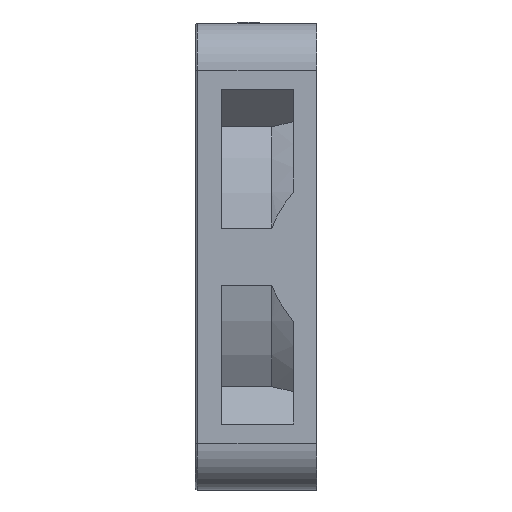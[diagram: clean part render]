
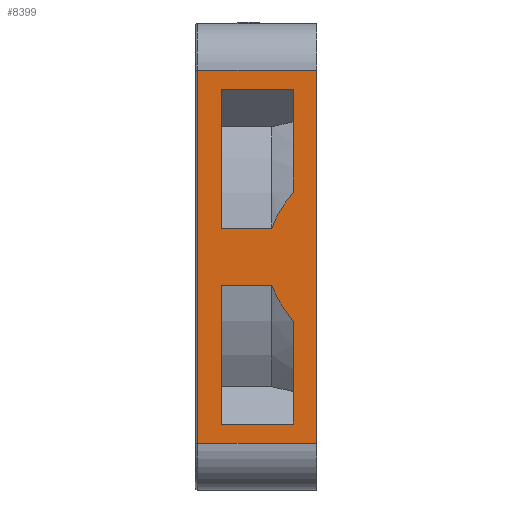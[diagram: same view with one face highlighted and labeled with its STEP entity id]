
A CAD part, left-side view. The second image highlights one B-rep face of the part: STEP entity #8399.
In plain terms, the highlighted planar face has unit normal (-1, 0, 0).
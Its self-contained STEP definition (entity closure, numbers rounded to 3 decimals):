
#466=DIRECTION('',(0.,0.,1.));
#467=VECTOR('',#466,32.);
#468=CARTESIAN_POINT('',(-20.,0.,-16.));
#469=LINE('',#468,#467);
#2278=DIRECTION('',(0.,1.,0.));
#2279=VECTOR('',#2278,10.2);
#2280=CARTESIAN_POINT('',(-20.,0.,16.));
#2281=LINE('',#2280,#2279);
#2282=CARTESIAN_POINT('',(-20.,2.,-5.538));
#2283=CARTESIAN_POINT('',(-20.,2.285,-5.192));
#2284=CARTESIAN_POINT('',(-20.,2.804,-4.501));
#2285=CARTESIAN_POINT('',(-20.,3.424,-3.472));
#2286=CARTESIAN_POINT('',(-20.,3.731,-2.792));
#2287=CARTESIAN_POINT('',(-20.,3.858,-2.454));
#2289=DIRECTION('',(0.,1.,0.));
#2290=VECTOR('',#2289,6.2);
#2291=CARTESIAN_POINT('',(-20.,2.,14.343));
#2292=LINE('',#2291,#2290);
#2293=CARTESIAN_POINT('',(-20.,3.858,2.454));
#2294=CARTESIAN_POINT('',(-20.,3.728,2.802));
#2295=CARTESIAN_POINT('',(-20.,3.413,3.492));
#2296=CARTESIAN_POINT('',(-20.,2.794,4.515));
#2297=CARTESIAN_POINT('',(-20.,2.281,5.197));
#2298=CARTESIAN_POINT('',(-20.,2.,5.538));
#2300=DIRECTION('',(0.,0.,-1.));
#2301=VECTOR('',#2300,32.);
#2302=CARTESIAN_POINT('',(-20.,10.2,16.));
#2303=LINE('',#2302,#2301);
#2323=DIRECTION('',(0.,-1.,0.));
#2324=VECTOR('',#2323,10.2);
#2325=CARTESIAN_POINT('',(-20.,10.2,-16.));
#2326=LINE('',#2325,#2324);
#3528=DIRECTION('',(0.,0.,1.));
#3529=VECTOR('',#3528,11.889);
#3530=CARTESIAN_POINT('',(-20.,8.2,-14.343));
#3531=LINE('',#3530,#3529);
#3537=DIRECTION('',(0.,1.,0.));
#3538=VECTOR('',#3537,6.2);
#3539=CARTESIAN_POINT('',(-20.,2.,-14.343));
#3540=LINE('',#3539,#3538);
#3549=DIRECTION('',(0.,-1.,0.));
#3550=VECTOR('',#3549,4.342);
#3551=CARTESIAN_POINT('',(-20.,8.2,-2.454));
#3552=LINE('',#3551,#3550);
#3574=DIRECTION('',(0.,0.,-1.));
#3575=VECTOR('',#3574,8.805);
#3576=CARTESIAN_POINT('',(-20.,2.,-5.538));
#3577=LINE('',#3576,#3575);
#3582=DIRECTION('',(0.,0.,-1.));
#3583=VECTOR('',#3582,8.805);
#3584=CARTESIAN_POINT('',(-20.,2.,14.343));
#3585=LINE('',#3584,#3583);
#3599=DIRECTION('',(0.,1.,0.));
#3600=VECTOR('',#3599,4.342);
#3601=CARTESIAN_POINT('',(-20.,3.858,2.454));
#3602=LINE('',#3601,#3600);
#3620=DIRECTION('',(0.,0.,1.));
#3621=VECTOR('',#3620,11.889);
#3622=CARTESIAN_POINT('',(-20.,8.2,2.454));
#3623=LINE('',#3622,#3621);
#4756=CARTESIAN_POINT('',(-20.,0.,-16.));
#4757=VERTEX_POINT('',#4756);
#4758=CARTESIAN_POINT('',(-20.,0.,16.));
#4759=VERTEX_POINT('',#4758);
#5093=CARTESIAN_POINT('',(-20.,10.2,16.));
#5094=VERTEX_POINT('',#5093);
#5097=CARTESIAN_POINT('',(-20.,10.2,-16.));
#5098=VERTEX_POINT('',#5097);
#5099=CARTESIAN_POINT('',(-20.,8.2,-14.343));
#5100=CARTESIAN_POINT('',(-20.,8.2,-2.454));
#5101=VERTEX_POINT('',#5099);
#5102=VERTEX_POINT('',#5100);
#5103=CARTESIAN_POINT('',(-20.,2.,-14.343));
#5104=VERTEX_POINT('',#5103);
#5105=CARTESIAN_POINT('',(-20.,2.,-5.538));
#5106=VERTEX_POINT('',#5105);
#5107=VERTEX_POINT('',#2287);
#5108=CARTESIAN_POINT('',(-20.,2.,14.343));
#5109=CARTESIAN_POINT('',(-20.,2.,5.538));
#5110=VERTEX_POINT('',#5108);
#5111=VERTEX_POINT('',#5109);
#5112=CARTESIAN_POINT('',(-20.,8.2,14.343));
#5113=VERTEX_POINT('',#5112);
#5114=CARTESIAN_POINT('',(-20.,8.2,2.454));
#5115=VERTEX_POINT('',#5114);
#5116=CARTESIAN_POINT('',(-20.,3.858,2.454));
#5117=VERTEX_POINT('',#5116);
#8362=CARTESIAN_POINT('',(-20.,0.,-20.));
#8363=DIRECTION('',(1.,0.,0.));
#8364=DIRECTION('',(0.,0.,1.));
#8365=AXIS2_PLACEMENT_3D('',#8362,#8363,#8364);
#8366=PLANE('',#8365);
#8368=ORIENTED_EDGE('',*,*,#8367,.F.);
#8369=ORIENTED_EDGE('',*,*,#8357,.F.);
#8370=ORIENTED_EDGE('',*,*,#5882,.F.);
#8372=ORIENTED_EDGE('',*,*,#8371,.F.);
#8373=EDGE_LOOP('',(#8368,#8369,#8370,#8372));
#8374=FACE_OUTER_BOUND('',#8373,.F.);
#8376=ORIENTED_EDGE('',*,*,#8375,.F.);
#8378=ORIENTED_EDGE('',*,*,#8377,.F.);
#8380=ORIENTED_EDGE('',*,*,#8379,.F.);
#8382=ORIENTED_EDGE('',*,*,#8381,.T.);
#8384=ORIENTED_EDGE('',*,*,#8383,.F.);
#8385=EDGE_LOOP('',(#8376,#8378,#8380,#8382,#8384));
#8386=FACE_BOUND('',#8385,.F.);
#8388=ORIENTED_EDGE('',*,*,#8387,.F.);
#8390=ORIENTED_EDGE('',*,*,#8389,.T.);
#8392=ORIENTED_EDGE('',*,*,#8391,.F.);
#8394=ORIENTED_EDGE('',*,*,#8393,.F.);
#8396=ORIENTED_EDGE('',*,*,#8395,.T.);
#8397=EDGE_LOOP('',(#8388,#8390,#8392,#8394,#8396));
#8398=FACE_BOUND('',#8397,.F.);
#2288=B_SPLINE_CURVE_WITH_KNOTS('',3,(#2282,#2283,#2284,#2285,#2286,#2287),
.UNSPECIFIED.,.F.,.F.,(4,1,1,4),(0.,0.333,0.667,1.),
.UNSPECIFIED.);
#2299=B_SPLINE_CURVE_WITH_KNOTS('',3,(#2293,#2294,#2295,#2296,#2297,#2298),
.UNSPECIFIED.,.F.,.F.,(4,1,1,4),(0.,0.333,0.667,1.),
.UNSPECIFIED.);
#5882=EDGE_CURVE('',#4757,#4759,#469,.T.);
#8357=EDGE_CURVE('',#4759,#5094,#2281,.T.);
#8367=EDGE_CURVE('',#5094,#5098,#2303,.T.);
#8371=EDGE_CURVE('',#5098,#4757,#2326,.T.);
#8375=EDGE_CURVE('',#5101,#5102,#3531,.T.);
#8377=EDGE_CURVE('',#5104,#5101,#3540,.T.);
#8379=EDGE_CURVE('',#5106,#5104,#3577,.T.);
#8381=EDGE_CURVE('',#5106,#5107,#2288,.T.);
#8383=EDGE_CURVE('',#5102,#5107,#3552,.T.);
#8387=EDGE_CURVE('',#5110,#5111,#3585,.T.);
#8389=EDGE_CURVE('',#5110,#5113,#2292,.T.);
#8391=EDGE_CURVE('',#5115,#5113,#3623,.T.);
#8393=EDGE_CURVE('',#5117,#5115,#3602,.T.);
#8395=EDGE_CURVE('',#5117,#5111,#2299,.T.);
#8399=ADVANCED_FACE('',(#8374,#8386,#8398),#8366,.F.);
